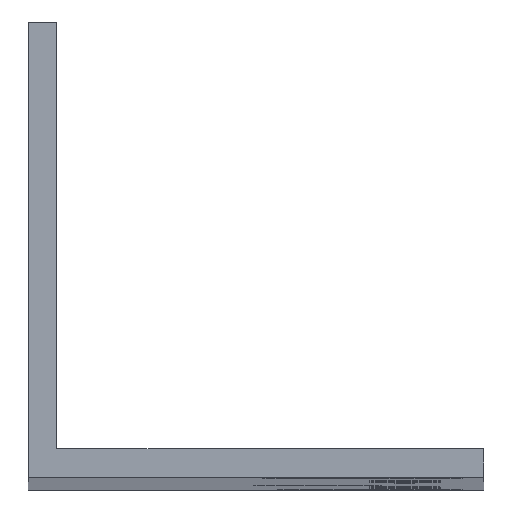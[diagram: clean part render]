
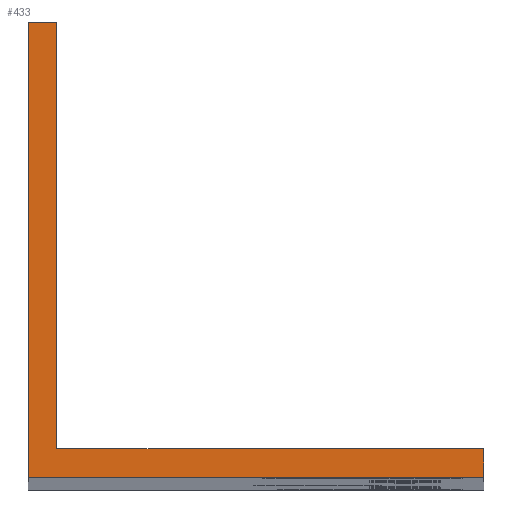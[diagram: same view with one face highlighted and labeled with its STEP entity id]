
A CAD part, top view. The second image highlights one B-rep face of the part: STEP entity #433.
In plain terms, the highlighted planar face has unit normal (0, 0, 1).
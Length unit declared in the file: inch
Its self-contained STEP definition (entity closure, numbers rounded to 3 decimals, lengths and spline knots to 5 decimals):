
#112=FACE_OUTER_BOUND('',#165,.T.);
#165=EDGE_LOOP('',(#382,#383,#384,#385,#386,#387));
#203=LINE('',#654,#221);
#205=LINE('',#688,#223);
#207=LINE('',#692,#225);
#209=LINE('',#696,#227);
#211=LINE('',#700,#229);
#213=LINE('',#733,#231);
#221=VECTOR('',#523,2.);
#223=VECTOR('',#557,2.);
#225=VECTOR('',#561,0.125);
#227=VECTOR('',#565,1.875);
#229=VECTOR('',#569,1.875);
#231=VECTOR('',#603,0.125);
#238=VERTEX_POINT('',#651);
#239=VERTEX_POINT('',#653);
#255=VERTEX_POINT('',#687);
#256=VERTEX_POINT('',#691);
#257=VERTEX_POINT('',#695);
#258=VERTEX_POINT('',#699);
#281=EDGE_CURVE('',#238,#239,#203,.T.);
#298=EDGE_CURVE('',#239,#255,#205,.T.);
#300=EDGE_CURVE('',#255,#256,#207,.T.);
#302=EDGE_CURVE('',#256,#257,#209,.T.);
#304=EDGE_CURVE('',#257,#258,#211,.T.);
#321=EDGE_CURVE('',#258,#238,#213,.T.);
#382=ORIENTED_EDGE('',*,*,#281,.F.);
#383=ORIENTED_EDGE('',*,*,#321,.F.);
#384=ORIENTED_EDGE('',*,*,#304,.F.);
#385=ORIENTED_EDGE('',*,*,#302,.F.);
#386=ORIENTED_EDGE('',*,*,#300,.F.);
#387=ORIENTED_EDGE('',*,*,#298,.F.);
#425=PLANE('',#494);
#433=ADVANCED_FACE('',(#112),#425,.T.);
#494=AXIS2_PLACEMENT_3D('',#734,#604,#605);
#523=DIRECTION('',(-1.,0.,0.));
#557=DIRECTION('',(0.,1.,0.));
#561=DIRECTION('',(1.,0.,0.));
#565=DIRECTION('',(0.,-1.,0.));
#569=DIRECTION('',(1.,0.,0.));
#603=DIRECTION('',(0.,-1.,0.));
#604=DIRECTION('center_axis',(0.,0.,1.));
#605=DIRECTION('ref_axis',(1.,0.,0.));
#651=CARTESIAN_POINT('',(2.,0.,16.0625));
#653=CARTESIAN_POINT('',(0.,0.,16.0625));
#654=CARTESIAN_POINT('',(2.,0.,16.0625));
#687=CARTESIAN_POINT('',(0.,2.,16.0625));
#688=CARTESIAN_POINT('',(0.,0.,16.0625));
#691=CARTESIAN_POINT('',(0.125,2.,16.0625));
#692=CARTESIAN_POINT('',(0.,2.,16.0625));
#695=CARTESIAN_POINT('',(0.125,0.125,16.0625));
#696=CARTESIAN_POINT('',(0.125,2.,16.0625));
#699=CARTESIAN_POINT('',(2.,0.125,16.0625));
#700=CARTESIAN_POINT('',(0.125,0.125,16.0625));
#733=CARTESIAN_POINT('',(2.,0.125,16.0625));
#734=CARTESIAN_POINT('Origin',(0.,0.,16.0625));
